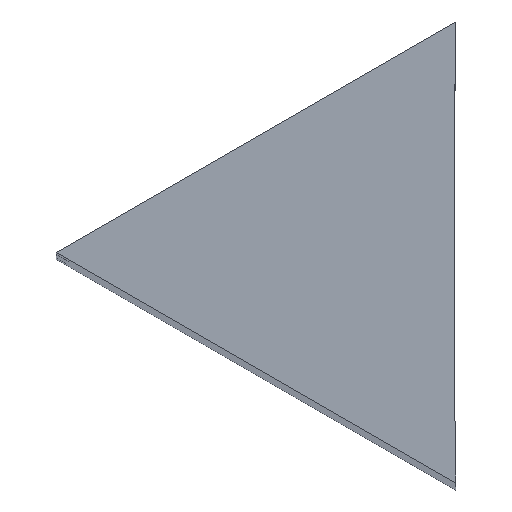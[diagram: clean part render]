
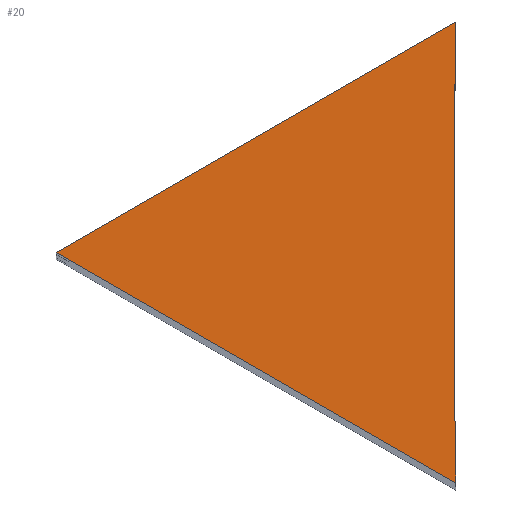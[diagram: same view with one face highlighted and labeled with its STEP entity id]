
A CAD part, top view. The second image highlights one B-rep face of the part: STEP entity #20.
In plain terms, the highlighted planar face has unit normal (0, 0, 1).
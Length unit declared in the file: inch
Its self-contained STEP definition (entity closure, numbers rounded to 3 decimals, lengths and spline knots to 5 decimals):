
#2 = EDGE_CURVE ( 'NONE', #282, #279, #79, .T. ) ;
#11 = EDGE_CURVE ( 'NONE', #279, #278, #40, .T. ) ;
#20 = ADVANCED_FACE ( 'NONE', ( #119 ), #249, .F. ) ;
#40 = LINE ( 'NONE', #309, #68 ) ;
#68 = VECTOR ( 'NONE', #310, 39.37008 ) ;
#70 = VECTOR ( 'NONE', #290, 39.37008 ) ;
#79 = LINE ( 'NONE', #289, #70 ) ;
#114 = EDGE_LOOP ( 'NONE', ( #394, #391, #398 ) ) ;
#119 = FACE_OUTER_BOUND ( 'NONE', #114, .T. ) ;
#121 = CIRCLE ( 'NONE', #329, 2.95276 ) ;
#179 = CARTESIAN_POINT ( 'NONE',  ( 0., -0.04546, 0.3937 ) ) ;
#180 = CARTESIAN_POINT ( 'NONE',  ( -0.07874, 0., 0.3937 ) ) ;
#183 = CARTESIAN_POINT ( 'NONE',  ( 0., 0.04546, 0.3937 ) ) ;
#192 = CARTESIAN_POINT ( 'NONE',  ( 2.95241, 0., 0.3937 ) ) ;
#193 = DIRECTION ( 'NONE',  ( 0., 0., 1. ) ) ;
#194 = DIRECTION ( 'NONE',  ( 1., 0., 0. ) ) ;
#246 = DIRECTION ( 'NONE',  ( -1., 0., 0. ) ) ;
#247 = CARTESIAN_POINT ( 'NONE',  ( -0.07874, 0., 0.3937 ) ) ;
#248 = DIRECTION ( 'NONE',  ( 0., 0., -1. ) ) ;
#249 = PLANE ( 'NONE',  #356 ) ;
#278 = VERTEX_POINT ( 'NONE', #179 ) ;
#279 = VERTEX_POINT ( 'NONE', #180 ) ;
#282 = VERTEX_POINT ( 'NONE', #183 ) ;
#289 = CARTESIAN_POINT ( 'NONE',  ( -0.07874, 0., 0.3937 ) ) ;
#290 = DIRECTION ( 'NONE',  ( -0.866, -0.5, 0. ) ) ;
#309 = CARTESIAN_POINT ( 'NONE',  ( 0., -0.04546, 0.3937 ) ) ;
#310 = DIRECTION ( 'NONE',  ( 0.866, -0.5, 0. ) ) ;
#328 = EDGE_CURVE ( 'NONE', #282, #278, #121, .T. ) ;
#329 = AXIS2_PLACEMENT_3D ( 'NONE', #192, #193, #194 ) ;
#356 = AXIS2_PLACEMENT_3D ( 'NONE', #247, #248, #246 ) ;
#391 = ORIENTED_EDGE ( 'NONE', *, *, #328, .F. ) ;
#394 = ORIENTED_EDGE ( 'NONE', *, *, #11, .T. ) ;
#398 = ORIENTED_EDGE ( 'NONE', *, *, #2, .T. ) ;
